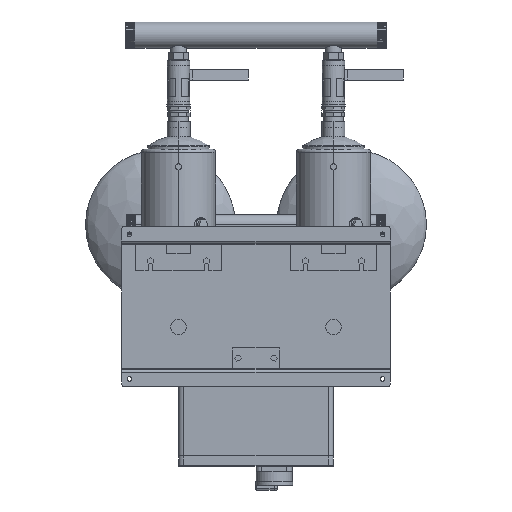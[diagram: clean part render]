
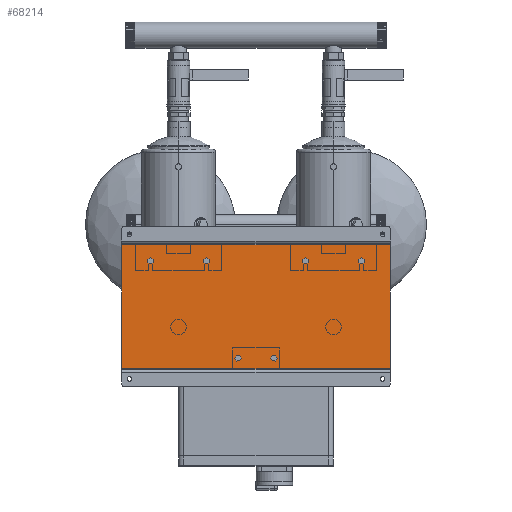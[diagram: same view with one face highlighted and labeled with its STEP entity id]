
A CAD part, front view. The second image highlights one B-rep face of the part: STEP entity #68214.
In plain terms, the highlighted planar face has unit normal (0, -1, 0).
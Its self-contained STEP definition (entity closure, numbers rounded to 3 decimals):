
#4616 = EDGE_CURVE ( 'NONE', #24968, #85413, #88112, .T. ) ;
#6127 = AXIS2_PLACEMENT_3D ( 'NONE', #68371, #54826, #62285 ) ;
#7706 = ORIENTED_EDGE ( 'NONE', *, *, #9194, .T. ) ;
#8909 = CARTESIAN_POINT ( 'NONE',  ( 260., 52., 120. ) ) ;
#9194 = EDGE_CURVE ( 'NONE', #56289, #85413, #27403, .T. ) ;
#10679 = ORIENTED_EDGE ( 'NONE', *, *, #43575, .F. ) ;
#15674 = CARTESIAN_POINT ( 'NONE',  ( -260., 52., -120. ) ) ;
#16319 = LINE ( 'NONE', #8909, #65925 ) ;
#19796 = CARTESIAN_POINT ( 'NONE',  ( 260., 52., -120. ) ) ;
#19974 = CARTESIAN_POINT ( 'NONE',  ( -260., 52., -120. ) ) ;
#24968 = VERTEX_POINT ( 'NONE', #19796 ) ;
#27403 = LINE ( 'NONE', #19974, #43367 ) ;
#30925 = DIRECTION ( 'NONE',  ( -1., 0., 0. ) ) ;
#32127 = CARTESIAN_POINT ( 'NONE',  ( 260., 52., -120. ) ) ;
#34408 = VECTOR ( 'NONE', #30925, 1000. ) ;
#34412 = DIRECTION ( 'NONE',  ( 0., 0., -1. ) ) ;
#37351 = DIRECTION ( 'NONE',  ( 0., 0., -1. ) ) ;
#39096 = ORIENTED_EDGE ( 'NONE', *, *, #61555, .T. ) ;
#39467 = FACE_OUTER_BOUND ( 'NONE', #42317, .T. ) ;
#42317 = EDGE_LOOP ( 'NONE', ( #7706, #82768, #10679, #39096 ) ) ;
#42449 = VERTEX_POINT ( 'NONE', #58048 ) ;
#43367 = VECTOR ( 'NONE', #34412, 1000. ) ;
#43575 = EDGE_CURVE ( 'NONE', #42449, #24968, #16319, .T. ) ;
#51783 = DIRECTION ( 'NONE',  ( -1., 0., 0. ) ) ;
#54826 = DIRECTION ( 'NONE',  ( 0., 1., 0. ) ) ;
#55273 = PLANE ( 'NONE',  #6127 ) ;
#56289 = VERTEX_POINT ( 'NONE', #83768 ) ;
#58048 = CARTESIAN_POINT ( 'NONE',  ( 260., 52., 120. ) ) ;
#58978 = CARTESIAN_POINT ( 'NONE',  ( 260., 52., 120. ) ) ;
#61555 = EDGE_CURVE ( 'NONE', #42449, #56289, #66444, .T. ) ;
#62285 = DIRECTION ( 'NONE',  ( 0., 0., 1. ) ) ;
#65925 = VECTOR ( 'NONE', #37351, 1000. ) ;
#66444 = LINE ( 'NONE', #58978, #34408 ) ;
#67762 = VECTOR ( 'NONE', #51783, 1000. ) ;
#68214 = ADVANCED_FACE ( 'NONE', ( #39467 ), #55273, .F. ) ;
#68371 = CARTESIAN_POINT ( 'NONE',  ( 260., 52., -120. ) ) ;
#82768 = ORIENTED_EDGE ( 'NONE', *, *, #4616, .F. ) ;
#83768 = CARTESIAN_POINT ( 'NONE',  ( -260., 52., 120. ) ) ;
#85413 = VERTEX_POINT ( 'NONE', #15674 ) ;
#88112 = LINE ( 'NONE', #32127, #67762 ) ;
